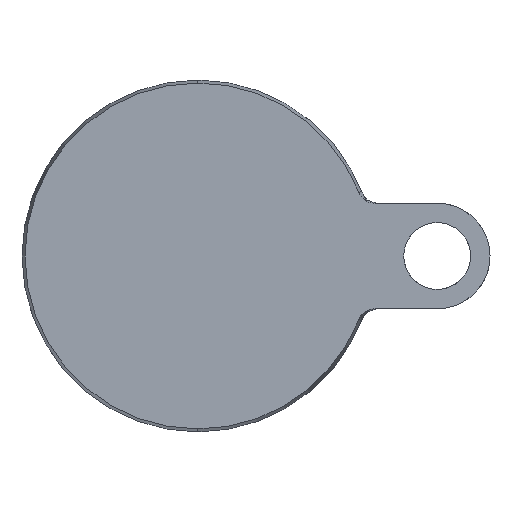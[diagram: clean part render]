
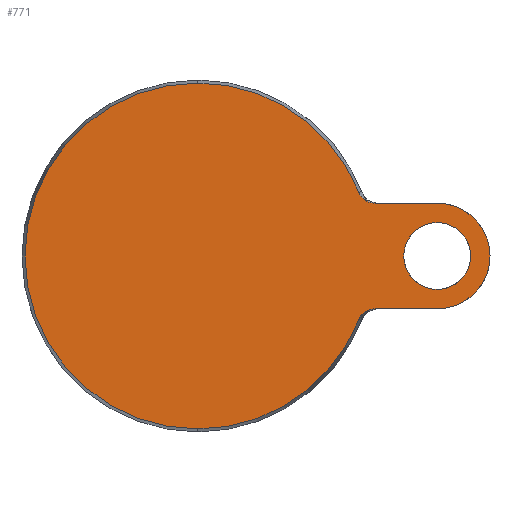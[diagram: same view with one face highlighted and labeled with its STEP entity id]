
A CAD part, front view. The second image highlights one B-rep face of the part: STEP entity #771.
In plain terms, the highlighted planar face has unit normal (0, -1, 0).
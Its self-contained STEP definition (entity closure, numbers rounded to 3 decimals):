
#4 = CARTESIAN_POINT ( 'NONE',  ( 49.366, 0., 15.074 ) ) ;
#14 = CARTESIAN_POINT ( 'NONE',  ( 68., 0., 15. ) ) ;
#17 = CARTESIAN_POINT ( 'NONE',  ( 46.58, 0., 16.677 ) ) ;
#26 = VERTEX_POINT ( 'NONE', #14 ) ;
#41 = B_SPLINE_CURVE_WITH_KNOTS ( 'NONE', 3,
 ( #1127, #1115, #387, #290, #655, #1022, #749, #302, #1120, #296, #663, #670, #549, #918, #454, #823 ),
 .UNSPECIFIED., .F., .F.,
 ( 4, 2, 2, 2, 2, 2, 2, 4 ),
 ( 0., 0.001, 0.002, 0.003, 0.004, 0.004, 0.005, 0.006 ),
 .UNSPECIFIED. ) ;
#43 = VERTEX_POINT ( 'NONE', #391 ) ;
#44 = EDGE_CURVE ( 'NONE', #692, #26, #1032, .T. ) ;
#48 = CARTESIAN_POINT ( 'NONE',  ( 68., 0., -15. ) ) ;
#62 = FACE_OUTER_BOUND ( 'NONE', #351, .T. ) ;
#74 = DIRECTION ( 'NONE',  ( 0., 1., 0. ) ) ;
#84 = CARTESIAN_POINT ( 'NONE',  ( 15., 0., -15. ) ) ;
#87 = CARTESIAN_POINT ( 'NONE',  ( 47.738, 0., 15.721 ) ) ;
#91 = EDGE_CURVE ( 'NONE', #685, #748, #829, .T. ) ;
#113 = CIRCLE ( 'NONE', #784, 15. ) ;
#156 = B_SPLINE_CURVE_WITH_KNOTS ( 'NONE', 3,
 ( #839, #480, #4, #275, #1105, #561, #87, #180, #754, #193, #17, #930, #944, #743 ),
 .UNSPECIFIED., .F., .F.,
 ( 4, 2, 2, 2, 2, 2, 4 ),
 ( 0., 0.001, 0.002, 0.003, 0.004, 0.004, 0.006 ),
 .UNSPECIFIED. ) ;
#159 = VERTEX_POINT ( 'NONE', #48 ) ;
#164 = VERTEX_POINT ( 'NONE', #315 ) ;
#180 = CARTESIAN_POINT ( 'NONE',  ( 47.322, 0., 16. ) ) ;
#193 = CARTESIAN_POINT ( 'NONE',  ( 46.751, 0., 16.495 ) ) ;
#205 = AXIS2_PLACEMENT_3D ( 'NONE', #644, #557, #207 ) ;
#207 = DIRECTION ( 'NONE',  ( 0., 0., 1. ) ) ;
#210 = CIRCLE ( 'NONE', #579, 49.143 ) ;
#217 = VECTOR ( 'NONE', #1169, 1000. ) ;
#224 = DIRECTION ( 'NONE',  ( 0., 0., 1. ) ) ;
#229 = AXIS2_PLACEMENT_3D ( 'NONE', #798, #625, #1000 ) ;
#235 = CARTESIAN_POINT ( 'NONE',  ( 68., 0., -9.5 ) ) ;
#249 = FACE_BOUND ( 'NONE', #816, .T. ) ;
#257 = DIRECTION ( 'NONE',  ( 0., 0., -1. ) ) ;
#275 = CARTESIAN_POINT ( 'NONE',  ( 48.644, 0., 15.292 ) ) ;
#280 = ORIENTED_EDGE ( 'NONE', *, *, #458, .T. ) ;
#290 = CARTESIAN_POINT ( 'NONE',  ( 46.575, 0., -16.681 ) ) ;
#293 = CARTESIAN_POINT ( 'NONE',  ( 0., 0., 0. ) ) ;
#296 = CARTESIAN_POINT ( 'NONE',  ( 48.405, 0., -15.385 ) ) ;
#301 = EDGE_CURVE ( 'NONE', #159, #968, #806, .T. ) ;
#302 = CARTESIAN_POINT ( 'NONE',  ( 47.73, 0., -15.726 ) ) ;
#311 = ORIENTED_EDGE ( 'NONE', *, *, #898, .T. ) ;
#315 = CARTESIAN_POINT ( 'NONE',  ( 45.66, 0., 18.169 ) ) ;
#347 = DIRECTION ( 'NONE',  ( 0., 0., -1. ) ) ;
#351 = EDGE_LOOP ( 'NONE', ( #1004, #623, #752, #737, #646, #311, #1027, #1010 ) ) ;
#379 = DIRECTION ( 'NONE',  ( 0., 0., -1. ) ) ;
#384 = DIRECTION ( 'NONE',  ( 1., 0., 0. ) ) ;
#387 = CARTESIAN_POINT ( 'NONE',  ( 46.1, 0., -17.269 ) ) ;
#391 = CARTESIAN_POINT ( 'NONE',  ( 68., 0., 9.5 ) ) ;
#402 = ORIENTED_EDGE ( 'NONE', *, *, #984, .T. ) ;
#418 = DIRECTION ( 'NONE',  ( 0., 1., 0. ) ) ;
#444 = CARTESIAN_POINT ( 'NONE',  ( 0., 0., 49.143 ) ) ;
#453 = VERTEX_POINT ( 'NONE', #950 ) ;
#454 = CARTESIAN_POINT ( 'NONE',  ( 50.113, 0., -15. ) ) ;
#458 = EDGE_CURVE ( 'NONE', #43, #545, #757, .T. ) ;
#480 = CARTESIAN_POINT ( 'NONE',  ( 49.86, 0., 15. ) ) ;
#484 = VECTOR ( 'NONE', #384, 1000. ) ;
#488 = AXIS2_PLACEMENT_3D ( 'NONE', #618, #797, #347 ) ;
#497 = CARTESIAN_POINT ( 'NONE',  ( 50.366, 0., -15. ) ) ;
#523 = CARTESIAN_POINT ( 'NONE',  ( 50.366, 0., 15. ) ) ;
#536 = DIRECTION ( 'NONE',  ( 0., -1., 0. ) ) ;
#541 = DIRECTION ( 'NONE',  ( 0., 0., -1. ) ) ;
#545 = VERTEX_POINT ( 'NONE', #235 ) ;
#549 = CARTESIAN_POINT ( 'NONE',  ( 49.363, 0., -15.093 ) ) ;
#557 = DIRECTION ( 'NONE',  ( 0., 1., 0. ) ) ;
#561 = CARTESIAN_POINT ( 'NONE',  ( 47.955, 0., 15.598 ) ) ;
#579 = AXIS2_PLACEMENT_3D ( 'NONE', #888, #536, #541 ) ;
#618 = CARTESIAN_POINT ( 'NONE',  ( 0., 0., 0. ) ) ;
#623 = ORIENTED_EDGE ( 'NONE', *, *, #893, .T. ) ;
#625 = DIRECTION ( 'NONE',  ( 0., 1., 0. ) ) ;
#644 = CARTESIAN_POINT ( 'NONE',  ( 68., 0., 0. ) ) ;
#646 = ORIENTED_EDGE ( 'NONE', *, *, #675, .T. ) ;
#655 = CARTESIAN_POINT ( 'NONE',  ( 46.749, 0., -16.497 ) ) ;
#663 = CARTESIAN_POINT ( 'NONE',  ( 48.637, 0., -15.295 ) ) ;
#670 = CARTESIAN_POINT ( 'NONE',  ( 49.116, 0., -15.149 ) ) ;
#675 = EDGE_CURVE ( 'NONE', #748, #453, #210, .T. ) ;
#685 = VERTEX_POINT ( 'NONE', #444 ) ;
#692 = VERTEX_POINT ( 'NONE', #523 ) ;
#717 = AXIS2_PLACEMENT_3D ( 'NONE', #293, #1188, #379 ) ;
#723 = CARTESIAN_POINT ( 'NONE',  ( 0., 0., -49.143 ) ) ;
#727 = EDGE_CURVE ( 'NONE', #26, #159, #113, .T. ) ;
#737 = ORIENTED_EDGE ( 'NONE', *, *, #91, .T. ) ;
#743 = CARTESIAN_POINT ( 'NONE',  ( 45.66, 0., 18.169 ) ) ;
#748 = VERTEX_POINT ( 'NONE', #723 ) ;
#749 = CARTESIAN_POINT ( 'NONE',  ( 47.314, 0., -16.005 ) ) ;
#752 = ORIENTED_EDGE ( 'NONE', *, *, #1106, .T. ) ;
#754 = CARTESIAN_POINT ( 'NONE',  ( 47.122, 0., 16.157 ) ) ;
#757 = CIRCLE ( 'NONE', #205, 9.5 ) ;
#771 = ADVANCED_FACE ( 'NONE', ( #62, #249 ), #1179, .F. ) ;
#784 = AXIS2_PLACEMENT_3D ( 'NONE', #1069, #74, #257 ) ;
#797 = DIRECTION ( 'NONE',  ( 0., -1., 0. ) ) ;
#798 = CARTESIAN_POINT ( 'NONE',  ( -49.143, 0., 0. ) ) ;
#806 = LINE ( 'NONE', #84, #217 ) ;
#816 = EDGE_LOOP ( 'NONE', ( #402, #280 ) ) ;
#823 = CARTESIAN_POINT ( 'NONE',  ( 50.366, 0., -15. ) ) ;
#829 = CIRCLE ( 'NONE', #717, 49.143 ) ;
#839 = CARTESIAN_POINT ( 'NONE',  ( 50.366, 0., 15. ) ) ;
#848 = CARTESIAN_POINT ( 'NONE',  ( 15., 0., 15. ) ) ;
#869 = CARTESIAN_POINT ( 'NONE',  ( 68., 0., 0. ) ) ;
#888 = CARTESIAN_POINT ( 'NONE',  ( 0., 0., 0. ) ) ;
#889 = CIRCLE ( 'NONE', #954, 9.5 ) ;
#893 = EDGE_CURVE ( 'NONE', #692, #164, #156, .T. ) ;
#898 = EDGE_CURVE ( 'NONE', #453, #968, #41, .T. ) ;
#918 = CARTESIAN_POINT ( 'NONE',  ( 49.862, 0., -15.019 ) ) ;
#930 = CARTESIAN_POINT ( 'NONE',  ( 46.108, 0., 17.258 ) ) ;
#944 = CARTESIAN_POINT ( 'NONE',  ( 45.848, 0., 17.699 ) ) ;
#950 = CARTESIAN_POINT ( 'NONE',  ( 45.66, 0., -18.169 ) ) ;
#954 = AXIS2_PLACEMENT_3D ( 'NONE', #869, #418, #224 ) ;
#968 = VERTEX_POINT ( 'NONE', #497 ) ;
#984 = EDGE_CURVE ( 'NONE', #545, #43, #889, .T. ) ;
#1000 = DIRECTION ( 'NONE',  ( 0., 0., 1. ) ) ;
#1004 = ORIENTED_EDGE ( 'NONE', *, *, #44, .F. ) ;
#1010 = ORIENTED_EDGE ( 'NONE', *, *, #727, .F. ) ;
#1022 = CARTESIAN_POINT ( 'NONE',  ( 47.118, 0., -16.16 ) ) ;
#1027 = ORIENTED_EDGE ( 'NONE', *, *, #301, .F. ) ;
#1032 = LINE ( 'NONE', #848, #484 ) ;
#1069 = CARTESIAN_POINT ( 'NONE',  ( 68., 0., 0. ) ) ;
#1081 = CIRCLE ( 'NONE', #488, 49.143 ) ;
#1105 = CARTESIAN_POINT ( 'NONE',  ( 48.407, 0., 15.384 ) ) ;
#1106 = EDGE_CURVE ( 'NONE', #164, #685, #1081, .T. ) ;
#1115 = CARTESIAN_POINT ( 'NONE',  ( 45.848, 0., -17.699 ) ) ;
#1120 = CARTESIAN_POINT ( 'NONE',  ( 47.952, 0., -15.6 ) ) ;
#1127 = CARTESIAN_POINT ( 'NONE',  ( 45.66, 0., -18.169 ) ) ;
#1169 = DIRECTION ( 'NONE',  ( -1., 0., 0. ) ) ;
#1179 = PLANE ( 'NONE',  #229 ) ;
#1188 = DIRECTION ( 'NONE',  ( 0., -1., 0. ) ) ;
